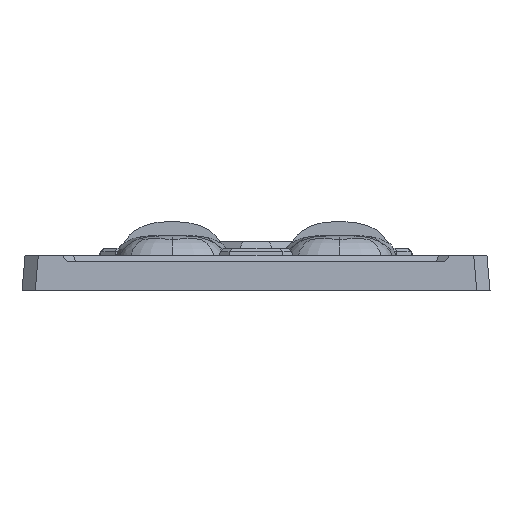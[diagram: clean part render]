
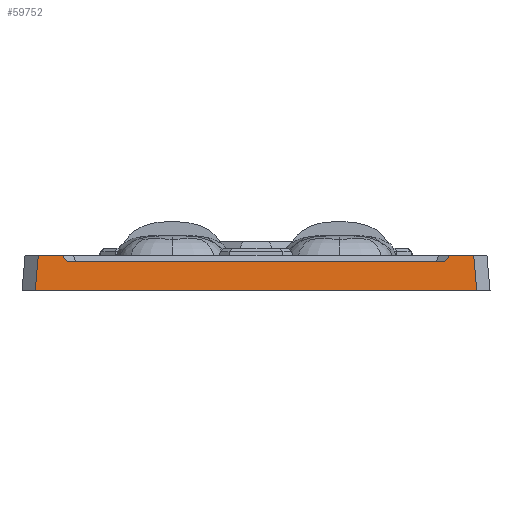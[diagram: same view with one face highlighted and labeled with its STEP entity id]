
A CAD part, left-side view. The second image highlights one B-rep face of the part: STEP entity #59752.
In plain terms, the highlighted planar face has unit normal (-0.996, 0, 0.087).
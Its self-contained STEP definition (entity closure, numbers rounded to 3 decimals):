
#6128=DIRECTION('',(0.087,0.087,0.992));
#6129=VECTOR('',#6128,5.391);
#6130=CARTESIAN_POINT('',(-73.851,146.508,-5.25));
#6131=LINE('',#6130,#6129);
#6132=DIRECTION('',(0.,-1.,0.));
#6133=VECTOR('',#6132,66.985);
#6134=CARTESIAN_POINT('',(-73.851,213.492,-5.25));
#6135=LINE('',#6134,#6133);
#6136=DIRECTION('',(-0.087,0.087,-0.992));
#6137=VECTOR('',#6136,5.391);
#6138=CARTESIAN_POINT('',(-73.383,213.024,0.1));
#6139=LINE('',#6138,#6137);
#6140=DIRECTION('',(0.,1.,0.));
#6141=VECTOR('',#6140,3.649);
#6142=CARTESIAN_POINT('',(-73.383,209.375,
0.1));
#6143=LINE('',#6142,#6141);
#6144=DIRECTION('',(0.071,0.588,0.806));
#6145=VECTOR('',#6144,1.241);
#6146=CARTESIAN_POINT('',(-73.471,208.646,-0.9));
#6147=LINE('',#6146,#6145);
#6148=DIRECTION('',(0.,1.,0.));
#6149=VECTOR('',#6148,57.292);
#6150=CARTESIAN_POINT('',(-73.471,151.354,-0.9));
#6151=LINE('',#6150,#6149);
#6152=DIRECTION('',(0.,1.,0.));
#6153=VECTOR('',#6152,3.649);
#6154=CARTESIAN_POINT('',(-73.383,146.976,0.1));
#6155=LINE('',#6154,#6153);
#15901=DIRECTION('',(0.071,-0.588,0.806));
#15902=VECTOR('',#15901,1.241);
#15903=CARTESIAN_POINT('',(-73.471,151.354,-0.9));
#15904=LINE('',#15903,#15902);
#48018=CARTESIAN_POINT('',(-73.383,213.024,0.1));
#48019=CARTESIAN_POINT('',(-73.851,213.492,-5.25));
#48020=VERTEX_POINT('',#48018);
#48021=VERTEX_POINT('',#48019);
#48026=CARTESIAN_POINT('',(-73.851,146.508,-5.25));
#48027=CARTESIAN_POINT('',(-73.383,146.976,0.1));
#48028=VERTEX_POINT('',#48026);
#48029=VERTEX_POINT('',#48027);
#48030=CARTESIAN_POINT('',(-73.383,150.625,
0.1));
#48031=VERTEX_POINT('',#48030);
#48032=CARTESIAN_POINT('',(-73.471,151.354,-0.9));
#48033=VERTEX_POINT('',#48032);
#48034=CARTESIAN_POINT('',(-73.471,208.646,-0.9));
#48035=VERTEX_POINT('',#48034);
#48036=CARTESIAN_POINT('',(-73.383,209.375,
0.1));
#48037=VERTEX_POINT('',#48036);
#59731=CARTESIAN_POINT('',(-73.851,180.,-5.25));
#59732=DIRECTION('',(-0.996,0.,0.087));
#59733=DIRECTION('',(0.087,0.,0.996));
#59734=AXIS2_PLACEMENT_3D('',#59731,#59732,#59733);
#59735=PLANE('',#59734);
#59737=ORIENTED_EDGE('',*,*,#59736,.F.);
#59738=ORIENTED_EDGE('',*,*,#58856,.F.);
#59739=ORIENTED_EDGE('',*,*,#59722,.F.);
#59741=ORIENTED_EDGE('',*,*,#59740,.F.);
#59743=ORIENTED_EDGE('',*,*,#59742,.F.);
#59745=ORIENTED_EDGE('',*,*,#59744,.F.);
#59747=ORIENTED_EDGE('',*,*,#59746,.T.);
#59749=ORIENTED_EDGE('',*,*,#59748,.F.);
#59750=EDGE_LOOP('',(#59737,#59738,#59739,#59741,#59743,#59745,#59747,#59749));
#59751=FACE_OUTER_BOUND('',#59750,.F.);
#59752=ADVANCED_FACE('',(#59751),#59735,.T.);
#58856=EDGE_CURVE('',#48021,#48028,#6135,.T.);
#59722=EDGE_CURVE('',#48020,#48021,#6139,.T.);
#59736=EDGE_CURVE('',#48028,#48029,#6131,.T.);
#59740=EDGE_CURVE('',#48037,#48020,#6143,.T.);
#59742=EDGE_CURVE('',#48035,#48037,#6147,.T.);
#59744=EDGE_CURVE('',#48033,#48035,#6151,.T.);
#59746=EDGE_CURVE('',#48033,#48031,#15904,.T.);
#59748=EDGE_CURVE('',#48029,#48031,#6155,.T.);
